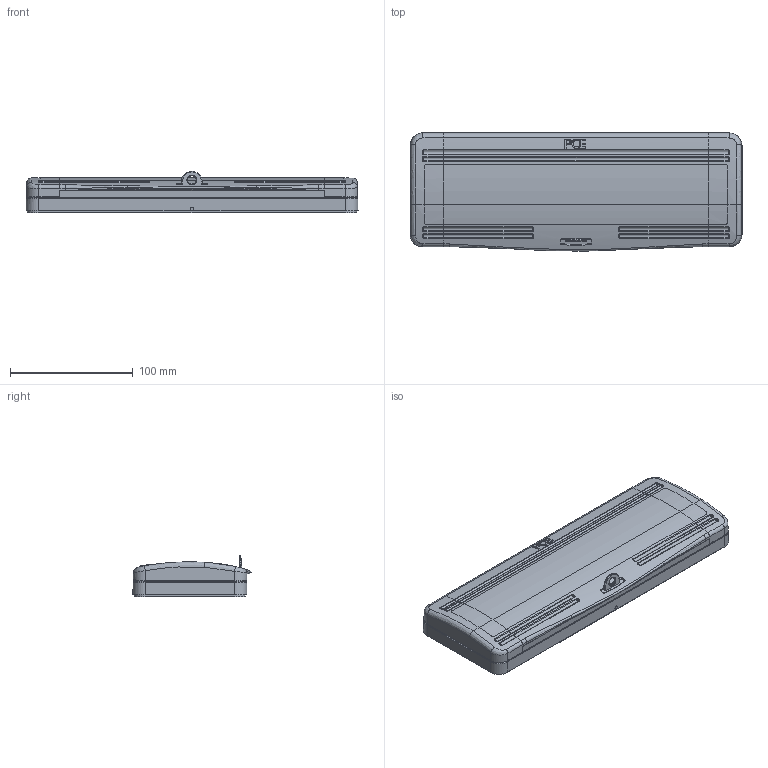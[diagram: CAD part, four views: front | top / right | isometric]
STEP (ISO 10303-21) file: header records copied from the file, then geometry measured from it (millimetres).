
FILE_DESCRIPTION (( 'STEP AP203' ), '1' );
FILE_NAME ('9006514.STEP', '2017-11-23T10:22:28', ( '' ), ( '' ), 'SwSTEP 2.0', 'SolidWorks 2016', '' );
FILE_SCHEMA (( 'CONFIG_CONTROL_DESIGN' ));
Length unit declared in the file: millimetre
Products named in the file (1): 9006514
Bounding box: 271.02 x 96.49 x 33.58 mm (x, y, z)
Volume: 276480.8 mm3; surface area: 83185.3 mm2
Topology: 1 solids, 1 shells, 531 faces, 1340 edges, 816 vertices
Faces by surface type: cylinder 186, plane 150, bspline 141, torus 41, cone 13
Full cylindrical faces by diameter (mm): 3.5 x10, 7 x1
Entity records: 21344 total; most frequent: CARTESIAN_POINT 9993, ORIENTED_EDGE 2606, DIRECTION 2034, EDGE_CURVE 1303, VERTEX_POINT 806, AXIS2_PLACEMENT_3D 759, EDGE_LOOP 565, FACE_OUTER_BOUND 544
